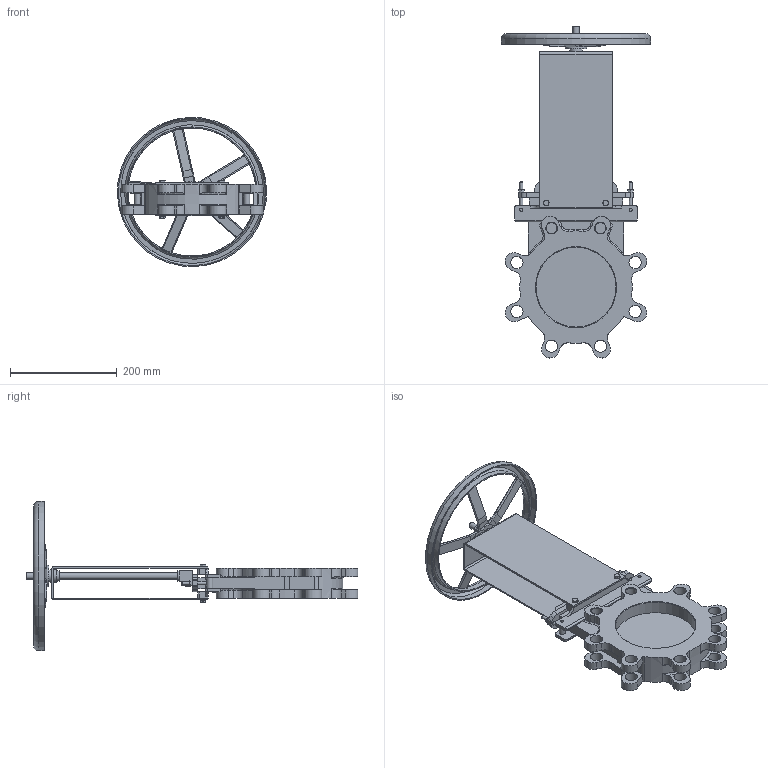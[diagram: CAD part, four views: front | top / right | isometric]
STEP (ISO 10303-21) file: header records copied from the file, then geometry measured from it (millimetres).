
FILE_DESCRIPTION(/* description */ (''),/* implementation_level */ '2;1');
FILE_NAME(/* name */ 'DN150_3D_STEP.stp',/* time_stamp */ '2025-02-07T08:04:34+03:00',/* author */ ('igorr'),/* organization */ (''),/* preprocessor_version */ 'ST-DEVELOPER v20',/* originating_system */ 'Autodesk Inventor 2025',/* authorisation */ '');
FILE_SCHEMA (('AUTOMOTIVE_DESIGN { 1 0 10303 214 3 1 1 }'));
Length unit declared in the file: millimetre
Products named in the file (7): Сборка; Деталь; Деталь1; AS 1110 - M4 x 8; ANSI B18.2.4.2M - M6x1; ANSI B18.2.4.2M - M10x1,5; AS 1110 - M6 x 12
Assembly tree (11 placements, depth 2):
  Сборка
    Деталь
    Деталь1
    AS 1110 - M4 x 8  x2
    ANSI B18.2.4.2M - M6x1  x2
    ANSI B18.2.4.2M - M10x1,5
    AS 1110 - M6 x 12  x4
Bounding box: 279.67 x 622.89 x 279.67 mm (x, y, z)
Volume: 2229670.4 mm3; surface area: 593556.9 mm2
Topology: 11 solids, 11 shells, 806 faces, 2052 edges, 1291 vertices
Faces by surface type: plane 383, cylinder 226, cone 93, bspline 58, torus 46
Full cylindrical faces by diameter (mm): 4 x2, 4.917 x2, 6 x12, 7 x4, 8 x4, 8.376 x1, 10 x4, 12 x4, 20 x6, 21 x1, 23 x12, 24 x2, 25 x1, 36 x1, 40 x1, 150 x2, 240.128 x1, 244.128 x1, 276 x1, 280 x1
Entity records: 23857 total; most frequent: CARTESIAN_POINT 6156, ORIENTED_EDGE 3596, DIRECTION 3449, EDGE_CURVE 1798, AXIS2_PLACEMENT_3D 1272, VERTEX_POINT 1142, LINE 905, VECTOR 905
